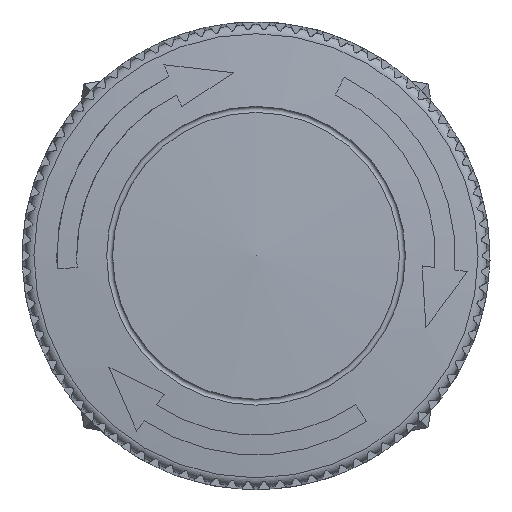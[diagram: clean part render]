
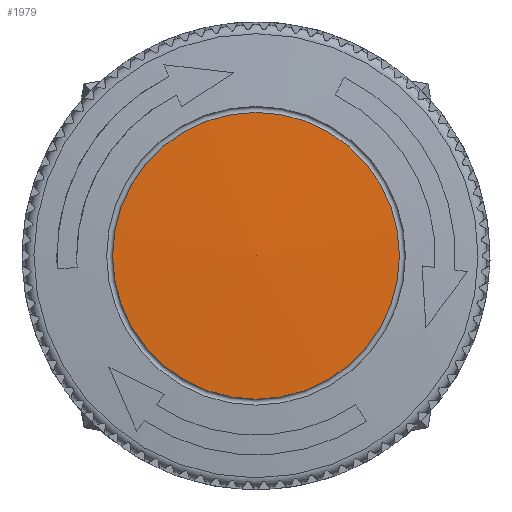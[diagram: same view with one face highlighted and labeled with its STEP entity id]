
A CAD part, front view. The second image highlights one B-rep face of the part: STEP entity #1979.
In plain terms, the highlighted spherical face has radius 100 mm.
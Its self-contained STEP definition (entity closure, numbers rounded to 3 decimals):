
#1979 = ADVANCED_FACE( '', ( #4890 ), #4891, .T. );
#4890 = FACE_OUTER_BOUND( '', #9582, .T. );
#4891 = SPHERICAL_SURFACE( '', #9583, 100. );
#9582 = EDGE_LOOP( '', ( #19924 ) );
#9583 = AXIS2_PLACEMENT_3D( '', #19925, #19926, #19927 );
#19924 = ORIENTED_EDGE( '', *, *, #31206, .F. );
#19925 = CARTESIAN_POINT( '', ( 0., 84.549, -0.208 ) );
#19926 = DIRECTION( '', ( 0., 1., 0. ) );
#19927 = DIRECTION( '', ( 1., 0., 0. ) );
#31206 = EDGE_CURVE( '', #37396, #37396, #37397, .T. );
#37396 = VERTEX_POINT( '', #48099 );
#37397 = CIRCLE( '', #48100, 7.2 );
#48099 = CARTESIAN_POINT( '', ( -7.2, -15.192, -0.208 ) );
#48100 = AXIS2_PLACEMENT_3D( '', #59774, #59775, #59776 );
#59774 = CARTESIAN_POINT( '', ( 0., -15.192, -0.208 ) );
#59775 = DIRECTION( '', ( 0., 1., 0. ) );
#59776 = DIRECTION( '', ( -1., 0., 0. ) );
